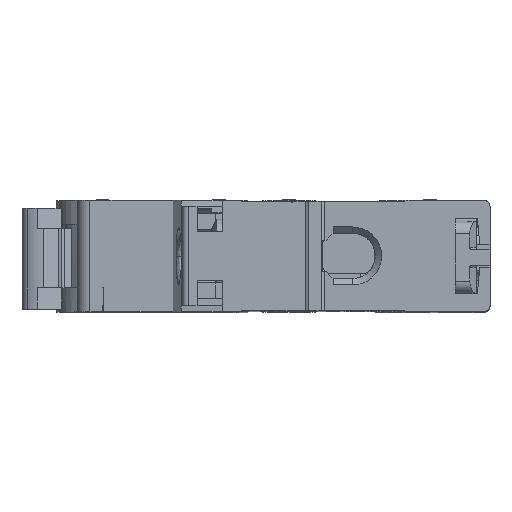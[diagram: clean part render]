
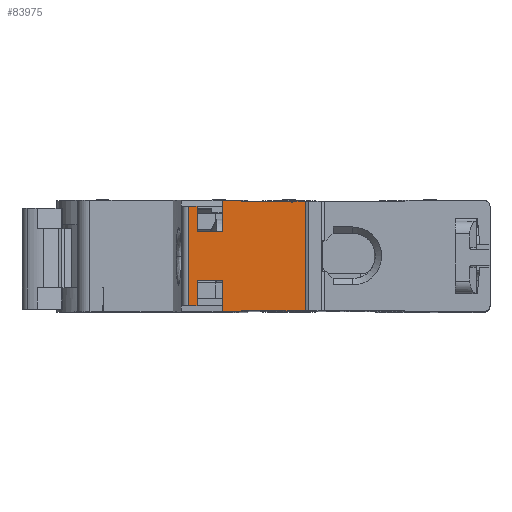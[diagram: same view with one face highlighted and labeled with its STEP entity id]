
A CAD part, top view. The second image highlights one B-rep face of the part: STEP entity #83975.
In plain terms, the highlighted planar face has unit normal (0, 0, 1).
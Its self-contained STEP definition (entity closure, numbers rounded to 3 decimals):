
#16278=DIRECTION('',(1.,0.,0.));
#16279=VECTOR('',#16278,1.4);
#16280=CARTESIAN_POINT('',(3.6,16.75,48.));
#16281=LINE('',#16280,#16279);
#16282=DIRECTION('',(1.,0.,0.));
#16283=VECTOR('',#16282,4.);
#16284=CARTESIAN_POINT('',(5.,12.7,48.));
#16285=LINE('',#16284,#16283);
#16286=DIRECTION('',(0.,1.,0.));
#16287=VECTOR('',#16286,5.);
#16288=CARTESIAN_POINT('',(9.,12.7,48.));
#16289=LINE('',#16288,#16287);
#16290=DIRECTION('',(1.,0.,0.));
#16291=VECTOR('',#16290,2.);
#16292=CARTESIAN_POINT('',(9.,17.7,48.));
#16293=LINE('',#16292,#16291);
#16294=CARTESIAN_POINT('',(11.,17.7,48.));
#16295=CARTESIAN_POINT('',(11.043,17.7,48.));
#16296=CARTESIAN_POINT('',(11.128,17.698,48.));
#16297=CARTESIAN_POINT('',(11.256,17.691,48.));
#16298=CARTESIAN_POINT('',(11.383,17.679,48.));
#16299=CARTESIAN_POINT('',(11.511,17.662,48.));
#16300=CARTESIAN_POINT('',(11.639,17.641,48.));
#16301=CARTESIAN_POINT('',(11.768,17.615,48.));
#16302=CARTESIAN_POINT('',(11.898,17.585,48.));
#16303=CARTESIAN_POINT('',(11.986,17.562,48.));
#16304=CARTESIAN_POINT('',(12.031,17.55,48.));
#16306=DIRECTION('',(1.,0.,0.));
#16307=VECTOR('',#16306,7.969);
#16308=CARTESIAN_POINT('',(12.031,17.55,48.));
#16309=LINE('',#16308,#16307);
#16310=DIRECTION('',(0.,-1.,0.));
#16311=VECTOR('',#16310,0.2);
#16312=CARTESIAN_POINT('',(20.,17.55,48.));
#16313=LINE('',#16312,#16311);
#16314=DIRECTION('',(1.,0.,0.));
#16315=VECTOR('',#16314,0.199);
#16316=CARTESIAN_POINT('',(20.,17.35,48.));
#16317=LINE('',#16316,#16315);
#16318=DIRECTION('',(1.,0.,0.));
#16319=VECTOR('',#16318,1.981);
#16320=CARTESIAN_POINT('',(20.199,17.55,48.));
#16321=LINE('',#16320,#16319);
#16322=DIRECTION('',(-1.,0.,0.));
#16323=VECTOR('',#16322,10.149);
#16324=CARTESIAN_POINT('',(22.18,0.15,48.));
#16325=LINE('',#16324,#16323);
#16326=CARTESIAN_POINT('',(12.031,0.15,48.));
#16327=CARTESIAN_POINT('',(11.986,0.138,48.));
#16328=CARTESIAN_POINT('',(11.897,0.115,48.));
#16329=CARTESIAN_POINT('',(11.766,0.084,48.));
#16330=CARTESIAN_POINT('',(11.637,0.059,48.));
#16331=CARTESIAN_POINT('',(11.509,0.037,48.));
#16332=CARTESIAN_POINT('',(11.381,0.021,48.));
#16333=CARTESIAN_POINT('',(11.254,0.009,48.));
#16334=CARTESIAN_POINT('',(11.127,0.002,48.));
#16335=CARTESIAN_POINT('',(11.043,0.,48.));
#16336=CARTESIAN_POINT('',(11.,0.,48.));
#16338=DIRECTION('',(-1.,0.,0.));
#16339=VECTOR('',#16338,2.);
#16340=CARTESIAN_POINT('',(11.,0.,48.));
#16341=LINE('',#16340,#16339);
#16342=DIRECTION('',(0.,-1.,0.));
#16343=VECTOR('',#16342,4.05);
#16344=CARTESIAN_POINT('',(5.,5.,48.));
#16345=LINE('',#16344,#16343);
#16346=DIRECTION('',(-1.,0.,0.));
#16347=VECTOR('',#16346,1.4);
#16348=CARTESIAN_POINT('',(5.,0.95,48.));
#16349=LINE('',#16348,#16347);
#16354=DIRECTION('',(0.,-1.,0.));
#16355=VECTOR('',#16354,15.8);
#16356=CARTESIAN_POINT('',(3.6,16.75,48.));
#16357=LINE('',#16356,#16355);
#16654=DIRECTION('',(0.,1.,0.));
#16655=VECTOR('',#16654,4.05);
#16656=CARTESIAN_POINT('',(5.,12.7,48.));
#16657=LINE('',#16656,#16655);
#20315=DIRECTION('',(0.,1.,0.));
#20316=VECTOR('',#20315,17.4);
#20317=CARTESIAN_POINT('',(22.18,0.15,48.));
#20318=LINE('',#20317,#20316);
#23908=DIRECTION('',(0.,-1.,0.));
#23909=VECTOR('',#23908,5.);
#23910=CARTESIAN_POINT('',(9.,5.,48.));
#23911=LINE('',#23910,#23909);
#23942=DIRECTION('',(1.,0.,0.));
#23943=VECTOR('',#23942,4.);
#23944=CARTESIAN_POINT('',(5.,5.,48.));
#23945=LINE('',#23944,#23943);
#24879=DIRECTION('',(0.,-1.,0.));
#24880=VECTOR('',#24879,0.2);
#24881=CARTESIAN_POINT('',(20.199,17.55,48.));
#24882=LINE('',#24881,#24880);
#52265=CARTESIAN_POINT('',(12.032,0.15,48.));
#52266=VERTEX_POINT('',#52265);
#52267=CARTESIAN_POINT('',(22.18,0.15,48.));
#52268=VERTEX_POINT('',#52267);
#54381=CARTESIAN_POINT('',(11.,0.,48.));
#54383=VERTEX_POINT('',#54381);
#54441=CARTESIAN_POINT('',(9.,0.,48.));
#54442=VERTEX_POINT('',#54441);
#54680=CARTESIAN_POINT('',(3.6,0.95,48.));
#54681=VERTEX_POINT('',#54680);
#54694=CARTESIAN_POINT('',(5.,0.95,48.));
#54695=VERTEX_POINT('',#54694);
#54764=CARTESIAN_POINT('',(9.,5.,48.));
#54765=VERTEX_POINT('',#54764);
#55001=CARTESIAN_POINT('',(5.,5.,48.));
#55002=VERTEX_POINT('',#55001);
#58939=CARTESIAN_POINT('',(22.18,17.55,48.));
#58940=VERTEX_POINT('',#58939);
#58941=CARTESIAN_POINT('',(20.199,17.55,48.));
#58942=VERTEX_POINT('',#58941);
#59029=CARTESIAN_POINT('',(20.,17.55,48.));
#59030=VERTEX_POINT('',#59029);
#59031=CARTESIAN_POINT('',(12.031,17.55,48.));
#59032=VERTEX_POINT('',#59031);
#60435=CARTESIAN_POINT('',(11.,17.7,48.));
#60436=VERTEX_POINT('',#60435);
#60437=CARTESIAN_POINT('',(9.,17.7,48.));
#60438=VERTEX_POINT('',#60437);
#60938=CARTESIAN_POINT('',(5.,12.7,48.));
#60939=VERTEX_POINT('',#60938);
#60940=CARTESIAN_POINT('',(5.,16.75,48.));
#60941=VERTEX_POINT('',#60940);
#61020=CARTESIAN_POINT('',(9.,12.7,48.));
#61021=VERTEX_POINT('',#61020);
#61598=CARTESIAN_POINT('',(3.6,16.75,48.));
#61599=VERTEX_POINT('',#61598);
#61610=CARTESIAN_POINT('',(20.,17.35,48.));
#61611=CARTESIAN_POINT('',(20.199,17.35,48.));
#61612=VERTEX_POINT('',#61610);
#61613=VERTEX_POINT('',#61611);
#83934=CARTESIAN_POINT('',(2.2,0.,48.));
#83935=DIRECTION('',(0.,0.,1.));
#83936=DIRECTION('',(1.,0.,0.));
#83937=AXIS2_PLACEMENT_3D('',#83934,#83935,#83936);
#83938=PLANE('',#83937);
#83940=ORIENTED_EDGE('',*,*,#83939,.F.);
#83942=ORIENTED_EDGE('',*,*,#83941,.T.);
#83944=ORIENTED_EDGE('',*,*,#83943,.F.);
#83946=ORIENTED_EDGE('',*,*,#83945,.T.);
#83948=ORIENTED_EDGE('',*,*,#83947,.T.);
#83949=ORIENTED_EDGE('',*,*,#82582,.T.);
#83951=ORIENTED_EDGE('',*,*,#83950,.T.);
#83952=ORIENTED_EDGE('',*,*,#67486,.T.);
#83954=ORIENTED_EDGE('',*,*,#83953,.T.);
#83956=ORIENTED_EDGE('',*,*,#83955,.T.);
#83958=ORIENTED_EDGE('',*,*,#83957,.F.);
#83959=ORIENTED_EDGE('',*,*,#67396,.T.);
#83961=ORIENTED_EDGE('',*,*,#83960,.F.);
#83962=ORIENTED_EDGE('',*,*,#65542,.T.);
#83963=ORIENTED_EDGE('',*,*,#83904,.T.);
#83964=ORIENTED_EDGE('',*,*,#83826,.T.);
#83966=ORIENTED_EDGE('',*,*,#83965,.F.);
#83968=ORIENTED_EDGE('',*,*,#83967,.F.);
#83970=ORIENTED_EDGE('',*,*,#83969,.T.);
#83972=ORIENTED_EDGE('',*,*,#83971,.T.);
#83973=EDGE_LOOP('',(#83940,#83942,#83944,#83946,#83948,#83949,#83951,#83952,
#83954,#83956,#83958,#83959,#83961,#83962,#83963,#83964,#83966,#83968,#83970,
#83972));
#83974=FACE_OUTER_BOUND('',#83973,.F.);
#83975=ADVANCED_FACE('',(#83974),#83938,.T.);
#16305=B_SPLINE_CURVE_WITH_KNOTS('',3,(#16294,#16295,#16296,#16297,#16298,
#16299,#16300,#16301,#16302,#16303,#16304),.UNSPECIFIED.,.F.,.F.,(4,1,1,1,1,1,1,
1,4),(0.,0.125,0.25,0.375,0.5,0.625,0.75,0.875,1.),
.UNSPECIFIED.);
#16337=B_SPLINE_CURVE_WITH_KNOTS('',3,(#16326,#16327,#16328,#16329,#16330,
#16331,#16332,#16333,#16334,#16335,#16336),.UNSPECIFIED.,.F.,.F.,(4,1,1,1,1,1,1,
1,4),(0.,0.125,0.25,0.375,0.5,0.625,0.75,0.875,1.),
.UNSPECIFIED.);
#65542=EDGE_CURVE('',#52268,#52266,#16325,.T.);
#67396=EDGE_CURVE('',#58942,#58940,#16321,.T.);
#67486=EDGE_CURVE('',#59032,#59030,#16309,.T.);
#82582=EDGE_CURVE('',#60438,#60436,#16293,.T.);
#83826=EDGE_CURVE('',#54383,#54442,#16341,.T.);
#83904=EDGE_CURVE('',#52266,#54383,#16337,.T.);
#83939=EDGE_CURVE('',#61599,#54681,#16357,.T.);
#83941=EDGE_CURVE('',#61599,#60941,#16281,.T.);
#83943=EDGE_CURVE('',#60939,#60941,#16657,.T.);
#83945=EDGE_CURVE('',#60939,#61021,#16285,.T.);
#83947=EDGE_CURVE('',#61021,#60438,#16289,.T.);
#83950=EDGE_CURVE('',#60436,#59032,#16305,.T.);
#83953=EDGE_CURVE('',#59030,#61612,#16313,.T.);
#83955=EDGE_CURVE('',#61612,#61613,#16317,.T.);
#83957=EDGE_CURVE('',#58942,#61613,#24882,.T.);
#83960=EDGE_CURVE('',#52268,#58940,#20318,.T.);
#83965=EDGE_CURVE('',#54765,#54442,#23911,.T.);
#83967=EDGE_CURVE('',#55002,#54765,#23945,.T.);
#83969=EDGE_CURVE('',#55002,#54695,#16345,.T.);
#83971=EDGE_CURVE('',#54695,#54681,#16349,.T.);
